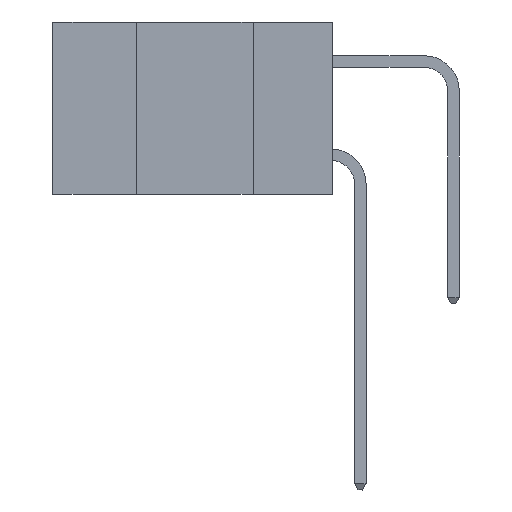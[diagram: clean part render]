
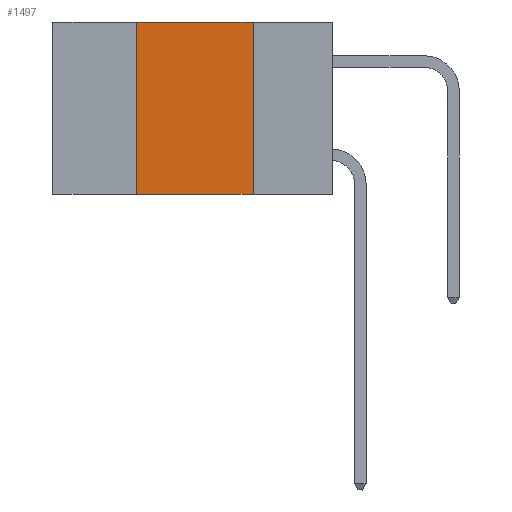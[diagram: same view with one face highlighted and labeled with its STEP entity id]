
A CAD part, left-side view. The second image highlights one B-rep face of the part: STEP entity #1497.
In plain terms, the highlighted planar face has unit normal (-1, 0, 0).
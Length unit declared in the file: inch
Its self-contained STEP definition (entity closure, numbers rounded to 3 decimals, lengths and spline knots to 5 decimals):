
#324 = ORIENTED_EDGE ( 'NONE', *, *, #3796, .T. ) ;
#825 = AXIS2_PLACEMENT_3D ( 'NONE', #2927, #9853, #1994 ) ;
#845 = ORIENTED_EDGE ( 'NONE', *, *, #7520, .F. ) ;
#1414 = DIRECTION ( 'NONE',  ( 0., 0., 1. ) ) ;
#1497 = ADVANCED_FACE ( 'NONE', ( #3303 ), #2787, .F. ) ;
#1994 = DIRECTION ( 'NONE',  ( 0., 0., -1. ) ) ;
#2052 = CARTESIAN_POINT ( 'NONE',  ( 0., 0.42, 0. ) ) ;
#2053 = EDGE_LOOP ( 'NONE', ( #9237, #845, #5513, #324 ) ) ;
#2787 = PLANE ( 'NONE',  #825 ) ;
#2927 = CARTESIAN_POINT ( 'NONE',  ( 0., 0.6, 0. ) ) ;
#2987 = VERTEX_POINT ( 'NONE', #4973 ) ;
#3303 = FACE_OUTER_BOUND ( 'NONE', #2053, .T. ) ;
#3630 = LINE ( 'NONE', #3967, #10982 ) ;
#3661 = EDGE_CURVE ( 'NONE', #8269, #2987, #4060, .T. ) ;
#3774 = LINE ( 'NONE', #8416, #4879 ) ;
#3796 = EDGE_CURVE ( 'NONE', #5175, #2987, #3774, .T. ) ;
#3967 = CARTESIAN_POINT ( 'NONE',  ( 0., 0.42, 0. ) ) ;
#4060 = LINE ( 'NONE', #10038, #5705 ) ;
#4478 = CARTESIAN_POINT ( 'NONE',  ( 0., 0.17, 0. ) ) ;
#4551 = VECTOR ( 'NONE', #7003, 39.37008 ) ;
#4879 = VECTOR ( 'NONE', #9280, 39.37008 ) ;
#4916 = EDGE_CURVE ( 'NONE', #5175, #8357, #3630, .T. ) ;
#4973 = CARTESIAN_POINT ( 'NONE',  ( 0., 0.17, -0.37 ) ) ;
#5175 = VERTEX_POINT ( 'NONE', #5179 ) ;
#5179 = CARTESIAN_POINT ( 'NONE',  ( 0., 0.42, -0.37 ) ) ;
#5513 = ORIENTED_EDGE ( 'NONE', *, *, #4916, .F. ) ;
#5705 = VECTOR ( 'NONE', #6542, 39.37008 ) ;
#6085 = CARTESIAN_POINT ( 'NONE',  ( 0., 0.6, 0. ) ) ;
#6542 = DIRECTION ( 'NONE',  ( 0., 0., -1. ) ) ;
#7003 = DIRECTION ( 'NONE',  ( 0., -1., 0. ) ) ;
#7520 = EDGE_CURVE ( 'NONE', #8357, #8269, #10800, .T. ) ;
#8269 = VERTEX_POINT ( 'NONE', #4478 ) ;
#8357 = VERTEX_POINT ( 'NONE', #2052 ) ;
#8416 = CARTESIAN_POINT ( 'NONE',  ( 0., 0.6, -0.37 ) ) ;
#9237 = ORIENTED_EDGE ( 'NONE', *, *, #3661, .F. ) ;
#9280 = DIRECTION ( 'NONE',  ( 0., -1., 0. ) ) ;
#9853 = DIRECTION ( 'NONE',  ( 1., 0., 0. ) ) ;
#10038 = CARTESIAN_POINT ( 'NONE',  ( 0., 0.17, 0. ) ) ;
#10800 = LINE ( 'NONE', #6085, #4551 ) ;
#10982 = VECTOR ( 'NONE', #1414, 39.37008 ) ;
